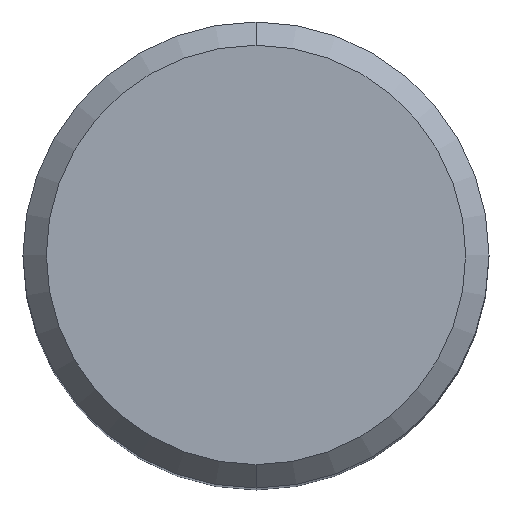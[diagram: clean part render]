
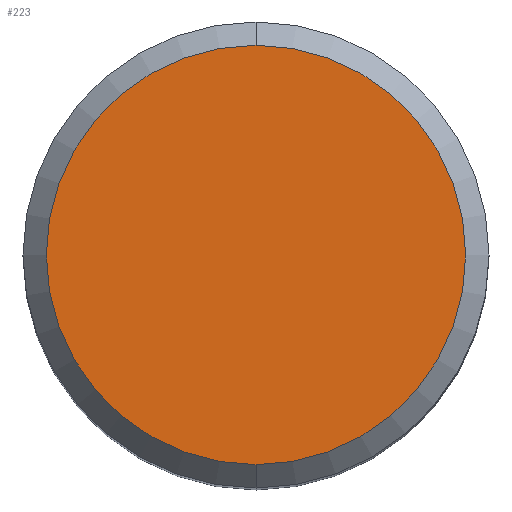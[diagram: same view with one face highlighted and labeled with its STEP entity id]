
A CAD part, top view. The second image highlights one B-rep face of the part: STEP entity #223.
In plain terms, the highlighted planar face has unit normal (0, 0, 1).
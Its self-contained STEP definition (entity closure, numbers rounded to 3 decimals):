
#223=ADVANCED_FACE('',(#535),#536,.T.);
#237=VERTEX_POINT('',#552);
#375=VERTEX_POINT('',#704);
#409=EDGE_CURVE('',#237,#375,#741,.T.);
#427=EDGE_CURVE('',#375,#237,#762,.T.);
#535=FACE_OUTER_BOUND('',#899,.T.);
#536=PLANE('',#900);
#552=CARTESIAN_POINT('',(0.,-9.0,0.0));
#704=CARTESIAN_POINT('',(0.0,9.0,0.0));
#741=CIRCLE('',#1471,9.0);
#762=CIRCLE('',#1498,9.0);
#899=EDGE_LOOP('',(#1667,#1668));
#900=AXIS2_PLACEMENT_3D('',#1669,#1670,#1671);
#1471=AXIS2_PLACEMENT_3D('',#1902,#1903,#1904);
#1498=AXIS2_PLACEMENT_3D('',#1932,#1933,#1934);
#1667=ORIENTED_EDGE('',*,*,#427,.F.);
#1668=ORIENTED_EDGE('',*,*,#409,.F.);
#1669=CARTESIAN_POINT('',(0.0,4.5,0.0));
#1670=DIRECTION('',(-0.0,0.0,1.0));
#1671=DIRECTION('',(0.0,-1.0,0.0));
#1902=CARTESIAN_POINT('',(0.0,0.0,0.0));
#1903=DIRECTION('',(0.0,0.0,-1.0));
#1904=DIRECTION('',(0.0,1.0,0.0));
#1932=CARTESIAN_POINT('',(0.0,0.0,0.0));
#1933=DIRECTION('',(0.0,0.0,-1.0));
#1934=DIRECTION('',(0.0,1.0,0.0));
